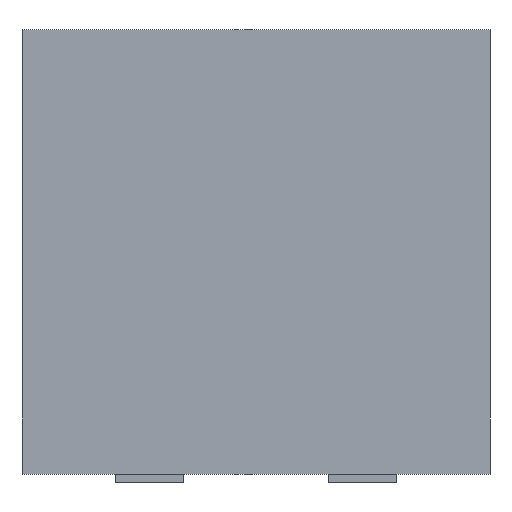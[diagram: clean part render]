
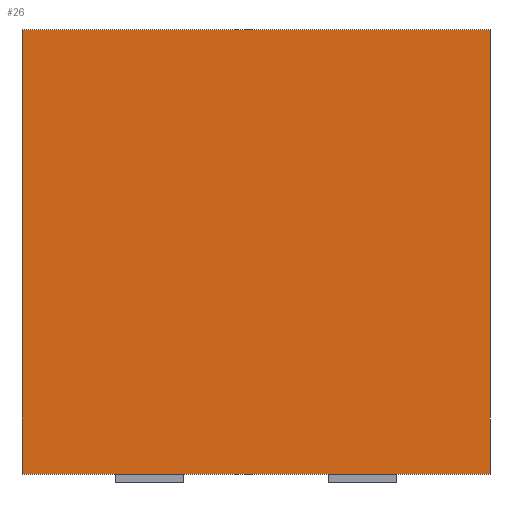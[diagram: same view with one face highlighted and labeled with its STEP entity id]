
A CAD part, front view. The second image highlights one B-rep face of the part: STEP entity #26.
In plain terms, the highlighted planar face has unit normal (0, -1, 0).
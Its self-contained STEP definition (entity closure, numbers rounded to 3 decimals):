
#26=ADVANCED_FACE('',(#27),#61,.F.);
#27=FACE_BOUND('',#28,.T.);
#28=EDGE_LOOP('',(#29,#39,#47,#55));
#29=ORIENTED_EDGE('',*,*,#30,.T.);
#30=EDGE_CURVE('',#31,#33,#35,.T.);
#31=VERTEX_POINT('',#32);
#32=CARTESIAN_POINT('',(-2.79,-1.27,0.0));
#33=VERTEX_POINT('',#34);
#34=CARTESIAN_POINT('',(2.79,-1.27,0.0));
#35=LINE('',#36,#37);
#36=CARTESIAN_POINT('',(-2.79,-1.27,0.0));
#37=VECTOR('',#38,1.0);
#38=DIRECTION('',(1.0,0.0,0.0));
#39=ORIENTED_EDGE('',*,*,#40,.T.);
#40=EDGE_CURVE('',#33,#41,#43,.T.);
#41=VERTEX_POINT('',#42);
#42=CARTESIAN_POINT('',(2.79,-1.27,5.3));
#43=LINE('',#44,#45);
#44=CARTESIAN_POINT('',(2.79,-1.27,0.0));
#45=VECTOR('',#46,1.0);
#46=DIRECTION('',(0.0,0.0,1.0));
#47=ORIENTED_EDGE('',*,*,#48,.T.);
#48=EDGE_CURVE('',#41,#49,#51,.F.);
#49=VERTEX_POINT('',#50);
#50=CARTESIAN_POINT('',(-2.79,-1.27,5.3));
#51=LINE('',#52,#53);
#52=CARTESIAN_POINT('',(-2.79,-1.27,5.3));
#53=VECTOR('',#54,1.0);
#54=DIRECTION('',(1.0,0.0,0.0));
#55=ORIENTED_EDGE('',*,*,#56,.T.);
#56=EDGE_CURVE('',#49,#31,#57,.F.);
#57=LINE('',#58,#59);
#58=CARTESIAN_POINT('',(-2.79,-1.27,0.0));
#59=VECTOR('',#60,1.0);
#60=DIRECTION('',(0.0,0.0,1.0));
#61=PLANE('',#62);
#62=AXIS2_PLACEMENT_3D('',#63,#64,#65);
#63=CARTESIAN_POINT('',(-2.79,-1.27,0.0));
#64=DIRECTION('',(0.0,1.0,0.0));
#65=DIRECTION('',(1.0,0.0,0.0));
